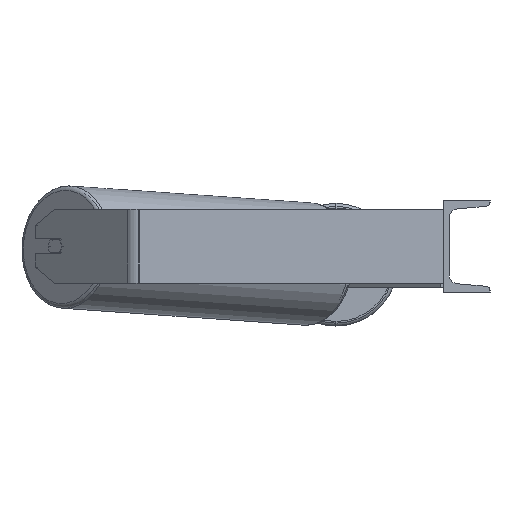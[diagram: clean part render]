
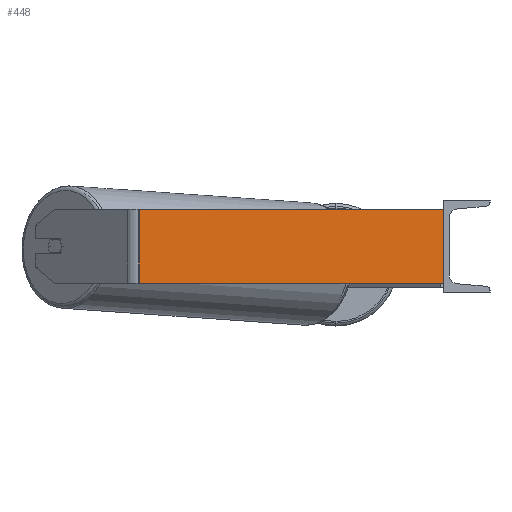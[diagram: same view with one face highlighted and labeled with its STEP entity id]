
A CAD part, left-side view. The second image highlights one B-rep face of the part: STEP entity #448.
In plain terms, the highlighted planar face has unit normal (-0.996, -0.087, 0).
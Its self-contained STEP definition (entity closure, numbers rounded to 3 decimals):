
#134 = EDGE_CURVE ( 'NONE', #5388, #6578, #334, .T. ) ;
#191 = EDGE_LOOP ( 'NONE', ( #3145, #3304, #596, #1990 ) ) ;
#305 = LINE ( 'NONE', #2370, #7989 ) ;
#334 = LINE ( 'NONE', #7334, #7927 ) ;
#448 = ADVANCED_FACE ( 'NONE', ( #5888 ), #1034, .F. ) ;
#596 = ORIENTED_EDGE ( 'NONE', *, *, #3400, .F. ) ;
#959 = DIRECTION ( 'NONE',  ( 0., 0., -1. ) ) ;
#1032 = VERTEX_POINT ( 'NONE', #7038 ) ;
#1034 = PLANE ( 'NONE',  #3034 ) ;
#1213 = EDGE_CURVE ( 'NONE', #1032, #2885, #305, .T. ) ;
#1571 = VECTOR ( 'NONE', #8363, 1000. ) ;
#1786 = EDGE_CURVE ( 'NONE', #2885, #6578, #7432, .T. ) ;
#1990 = ORIENTED_EDGE ( 'NONE', *, *, #1213, .T. ) ;
#2057 = CARTESIAN_POINT ( 'NONE',  ( -614.531, 337.539, -40. ) ) ;
#2370 = CARTESIAN_POINT ( 'NONE',  ( -613.881, 330.107, 40. ) ) ;
#2656 = DIRECTION ( 'NONE',  ( 0.087, -0.996, 0. ) ) ;
#2885 = VERTEX_POINT ( 'NONE', #5216 ) ;
#3034 = AXIS2_PLACEMENT_3D ( 'NONE', #4409, #3817, #8619 ) ;
#3145 = ORIENTED_EDGE ( 'NONE', *, *, #1786, .T. ) ;
#3175 = DIRECTION ( 'NONE',  ( 0., 0., -1. ) ) ;
#3304 = ORIENTED_EDGE ( 'NONE', *, *, #134, .F. ) ;
#3400 = EDGE_CURVE ( 'NONE', #1032, #5388, #8955, .T. ) ;
#3529 = CARTESIAN_POINT ( 'NONE',  ( -585., 0., 40. ) ) ;
#3586 = CARTESIAN_POINT ( 'NONE',  ( -585., 0., -40. ) ) ;
#3706 = VECTOR ( 'NONE', #2656, 1000. ) ;
#3817 = DIRECTION ( 'NONE',  ( 0.996, 0.087, 0. ) ) ;
#4038 = CARTESIAN_POINT ( 'NONE',  ( -614.531, 337.539, 40. ) ) ;
#4409 = CARTESIAN_POINT ( 'NONE',  ( -614.531, 337.539, 40. ) ) ;
#5216 = CARTESIAN_POINT ( 'NONE',  ( -613.881, 330.107, -40. ) ) ;
#5388 = VERTEX_POINT ( 'NONE', #3529 ) ;
#5888 = FACE_OUTER_BOUND ( 'NONE', #191, .T. ) ;
#6578 = VERTEX_POINT ( 'NONE', #3586 ) ;
#7038 = CARTESIAN_POINT ( 'NONE',  ( -613.881, 330.107, 40. ) ) ;
#7334 = CARTESIAN_POINT ( 'NONE',  ( -585., 0., 40. ) ) ;
#7432 = LINE ( 'NONE', #2057, #1571 ) ;
#7927 = VECTOR ( 'NONE', #3175, 1000. ) ;
#7989 = VECTOR ( 'NONE', #959, 1000. ) ;
#8363 = DIRECTION ( 'NONE',  ( 0.087, -0.996, 0. ) ) ;
#8619 = DIRECTION ( 'NONE',  ( -0.087, 0.996, 0. ) ) ;
#8955 = LINE ( 'NONE', #4038, #3706 ) ;
